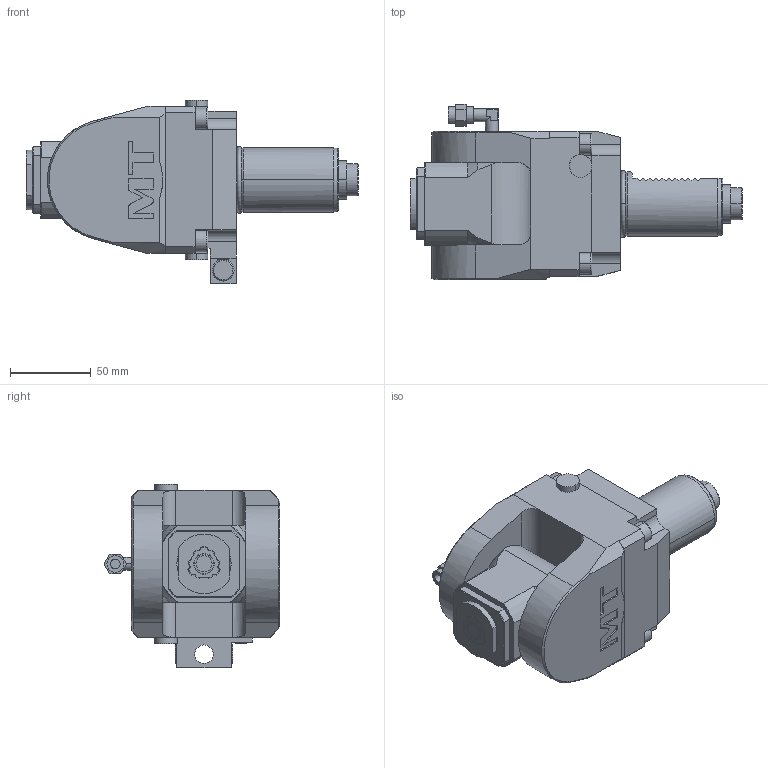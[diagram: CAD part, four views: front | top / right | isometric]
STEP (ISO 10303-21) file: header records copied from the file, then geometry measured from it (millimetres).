
FILE_DESCRIPTION((''),'2;1');
FILE_NAME('SAU0750316_CONF','2025-01-13T14:16:47',('fpalella'),('M.T. srl'),'CREO PARAMETRIC BY PTC INC, 2023352','CREO PARAMETRIC BY PTC INC, 2023352','');
FILE_SCHEMA(('CONFIG_CONTROL_DESIGN'));
Length unit declared in the file: millimetre
Products named in the file (1): SAU0750316_CONF
Bounding box: 205.76 x 108.87 x 114 mm (x, y, z)
Volume: 855691.4 mm3; surface area: 82162.1 mm2
Topology: 1 solids, 1 shells, 435 faces, 1121 edges, 718 vertices
Faces by surface type: plane 210, cylinder 120, cone 62, torus 27, bspline 12, extrusion 4
Entity records: 14593 total; most frequent: CARTESIAN_POINT 4125, ORIENTED_EDGE 2226, DIRECTION 2081, EDGE_CURVE 1113, AXIS2_PLACEMENT_3D 750, VERTEX_POINT 718, VECTOR 581, LINE 577
